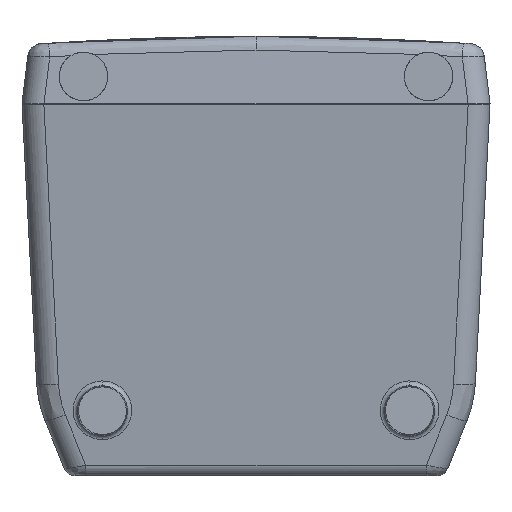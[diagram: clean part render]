
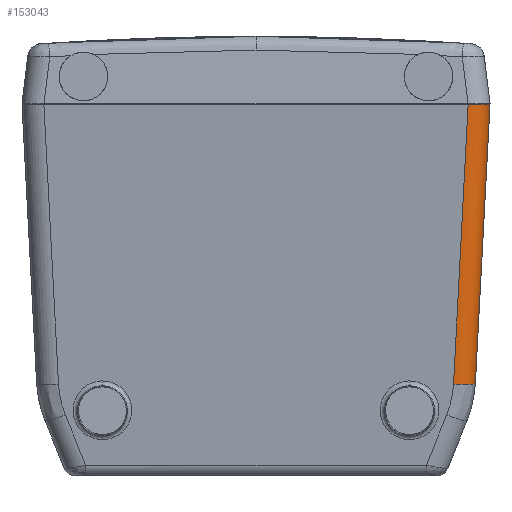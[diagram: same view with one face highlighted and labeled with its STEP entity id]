
A CAD part, front view. The second image highlights one B-rep face of the part: STEP entity #153043.
In plain terms, the highlighted cylindrical face has radius 15 mm (diameter 30 mm), a partial arc.
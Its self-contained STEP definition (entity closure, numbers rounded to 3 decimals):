
#12588 = CARTESIAN_POINT ( 'NONE',  ( 144.086, -968.031, -18.895 ) ) ;
#15092 = CARTESIAN_POINT ( 'NONE',  ( 160.07, -970.857, -0.5 ) ) ;
#17064 = CARTESIAN_POINT ( 'NONE',  ( 150.519, -984.041, -0.5 ) ) ;
#18434 = CARTESIAN_POINT ( 'NONE',  ( 147.001, -985.047, -0.5 ) ) ;
#22735 = AXIS2_PLACEMENT_3D ( 'NONE', #12588, #48817, #46839 ) ;
#27006 = CARTESIAN_POINT ( 'NONE',  ( 135.1, -964.928, -191.914 ) ) ;
#30070 = ORIENTED_EDGE ( 'NONE', *, *, #347738, .F. ) ;
#42335 = VERTEX_POINT ( 'NONE', #151154 ) ;
#43443 = CIRCLE ( 'NONE', #172472, 15. ) ;
#46839 = DIRECTION ( 'NONE',  ( 0., -0.995, -0.105 ) ) ;
#47338 = CARTESIAN_POINT ( 'NONE',  ( 158.378, -977.003, -0.5 ) ) ;
#48817 = DIRECTION ( 'NONE',  ( 0.052, -0.104, 0.993 ) ) ;
#51290 = CARTESIAN_POINT ( 'NONE',  ( 158.2, -977.334, -0.5 ) ) ;
#52903 = DIRECTION ( 'NONE',  ( 0., -0.995, -0.105 ) ) ;
#74201 = EDGE_CURVE ( 'NONE', #340200, #42335, #135925, .T. ) ;
#79585 = CARTESIAN_POINT ( 'NONE',  ( 157.474, -978.509, -0.5 ) ) ;
#81721 = VERTEX_POINT ( 'NONE', #203317 ) ;
#87062 = DIRECTION ( 'NONE',  ( -0.052, 0.104, -0.993 ) ) ;
#89030 = CARTESIAN_POINT ( 'NONE',  ( 144.086, -982.949, -20.463 ) ) ;
#107239 = CARTESIAN_POINT ( 'NONE',  ( 145.132, -985.047, -0.5 ) ) ;
#107856 = CARTESIAN_POINT ( 'NONE',  ( 159.407, -974.477, -0.5 ) ) ;
#113816 = CARTESIAN_POINT ( 'NONE',  ( 159.567, -973.922, -0.5 ) ) ;
#114336 = B_SPLINE_CURVE_WITH_KNOTS ( 'NONE', 3,
 ( #358023, #15092, #390307, #386319, #200687, #323787, #113816, #263198, #384344, #392314, #107856, #176374, #170389, #265172, #291500, #47338, #51290, #142069, #360036, #138124, #230964, #79585, #174358, #232930, #202688, #293486, #356052, #17064 ),
 .UNSPECIFIED., .F., .F.,
 ( 4, 2, 2, 1, 1, 1, 1, 2, 2, 2, 2, 1, 1, 2, 2, 2, 4 ),
 ( 0., 0.125, 0.188, 0.219, 0.234, 0.242, 0.246, 0.248, 0.25, 0.375, 0.437, 0.469, 0.484, 0.492, 0.5, 0.75, 1. ),
 .UNSPECIFIED. ) ;
#117233 = B_SPLINE_CURVE_WITH_KNOTS ( 'NONE', 3,
 ( #320186, #263600, #261623, #259647 ),
 .UNSPECIFIED., .F., .F.,
 ( 4, 4 ),
 ( 0., 1. ),
 .UNSPECIFIED. ) ;
#135925 = B_SPLINE_CURVE_WITH_KNOTS ( 'NONE', 3,
 ( #385707, #294846, #18434, #107239 ),
 .UNSPECIFIED., .F., .F.,
 ( 4, 4 ),
 ( 0., 1. ),
 .UNSPECIFIED. ) ;
#138124 = CARTESIAN_POINT ( 'NONE',  ( 157.601, -978.32, -0.5 ) ) ;
#142069 = CARTESIAN_POINT ( 'NONE',  ( 157.92, -977.814, -0.5 ) ) ;
#144387 = EDGE_CURVE ( 'NONE', #81721, #340200, #114336, .T. ) ;
#151154 = CARTESIAN_POINT ( 'NONE',  ( 145.132, -985.047, -0.5 ) ) ;
#153043 = ADVANCED_FACE ( 'NONE', ( #368434 ), #338137, .T. ) ;
#157378 = VERTEX_POINT ( 'NONE', #358788 ) ;
#170389 = CARTESIAN_POINT ( 'NONE',  ( 159.397, -974.507, -0.5 ) ) ;
#172472 = AXIS2_PLACEMENT_3D ( 'NONE', #230582, #232544, #52903 ) ;
#174358 = CARTESIAN_POINT ( 'NONE',  ( 157.449, -978.545, -0.5 ) ) ;
#176374 = CARTESIAN_POINT ( 'NONE',  ( 159.4, -974.498, -0.5 ) ) ;
#177296 = ORIENTED_EDGE ( 'NONE', *, *, #219222, .T. ) ;
#186625 = ORIENTED_EDGE ( 'NONE', *, *, #144387, .T. ) ;
#200687 = CARTESIAN_POINT ( 'NONE',  ( 159.758, -973.126, -0.5 ) ) ;
#202688 = CARTESIAN_POINT ( 'NONE',  ( 155.514, -980.945, -0.501 ) ) ;
#203317 = CARTESIAN_POINT ( 'NONE',  ( 160.07, -970.047, -0.5 ) ) ;
#219222 = EDGE_CURVE ( 'NONE', #42335, #367871, #242404, .T. ) ;
#230582 = CARTESIAN_POINT ( 'NONE',  ( 135.1, -950.011, -190.346 ) ) ;
#230964 = CARTESIAN_POINT ( 'NONE',  ( 157.525, -978.434, -0.5 ) ) ;
#231854 = EDGE_LOOP ( 'NONE', ( #240104, #30070, #186625, #313019, #177296 ) ) ;
#232544 = DIRECTION ( 'NONE',  ( 0.052, -0.104, 0.993 ) ) ;
#232930 = CARTESIAN_POINT ( 'NONE',  ( 156.559, -979.838, -0.5 ) ) ;
#240104 = ORIENTED_EDGE ( 'NONE', *, *, #338452, .T. ) ;
#242404 = LINE ( 'NONE', #89030, #316865 ) ;
#259647 = CARTESIAN_POINT ( 'NONE',  ( 150.08, -950.011, -191.131 ) ) ;
#261623 = CARTESIAN_POINT ( 'NONE',  ( 153.41, -956.689, -127.587 ) ) ;
#263198 = CARTESIAN_POINT ( 'NONE',  ( 159.483, -974.223, -0.5 ) ) ;
#263600 = CARTESIAN_POINT ( 'NONE',  ( 156.74, -963.368, -64.044 ) ) ;
#265172 = CARTESIAN_POINT ( 'NONE',  ( 159.162, -975.268, -0.5 ) ) ;
#291500 = CARTESIAN_POINT ( 'NONE',  ( 158.875, -975.985, -0.5 ) ) ;
#293486 = CARTESIAN_POINT ( 'NONE',  ( 153.173, -982.783, -0.501 ) ) ;
#294846 = CARTESIAN_POINT ( 'NONE',  ( 148.835, -984.693, -0.5 ) ) ;
#313019 = ORIENTED_EDGE ( 'NONE', *, *, #74201, .T. ) ;
#316865 = VECTOR ( 'NONE', #87062, 1000. ) ;
#320186 = CARTESIAN_POINT ( 'NONE',  ( 160.07, -970.047, -0.5 ) ) ;
#323787 = CARTESIAN_POINT ( 'NONE',  ( 159.634, -973.659, -0.5 ) ) ;
#338137 = CYLINDRICAL_SURFACE ( 'NONE', #22735, 15. ) ;
#338452 = EDGE_CURVE ( 'NONE', #367871, #157378, #43443, .T. ) ;
#340200 = VERTEX_POINT ( 'NONE', #354831 ) ;
#347738 = EDGE_CURVE ( 'NONE', #81721, #157378, #117233, .T. ) ;
#354831 = CARTESIAN_POINT ( 'NONE',  ( 150.519, -984.041, -0.5 ) ) ;
#356052 = CARTESIAN_POINT ( 'NONE',  ( 151.877, -983.516, -0.5 ) ) ;
#358023 = CARTESIAN_POINT ( 'NONE',  ( 160.07, -970.047, -0.5 ) ) ;
#358788 = CARTESIAN_POINT ( 'NONE',  ( 150.08, -950.011, -191.131 ) ) ;
#360036 = CARTESIAN_POINT ( 'NONE',  ( 157.775, -978.05, -0.5 ) ) ;
#367871 = VERTEX_POINT ( 'NONE', #27006 ) ;
#368434 = FACE_OUTER_BOUND ( 'NONE', #231854, .T. ) ;
#384344 = CARTESIAN_POINT ( 'NONE',  ( 159.439, -974.371, -0.5 ) ) ;
#385707 = CARTESIAN_POINT ( 'NONE',  ( 150.519, -984.041, -0.5 ) ) ;
#386319 = CARTESIAN_POINT ( 'NONE',  ( 159.83, -972.761, -0.5 ) ) ;
#390307 = CARTESIAN_POINT ( 'NONE',  ( 160.005, -971.64, -0.5 ) ) ;
#392314 = CARTESIAN_POINT ( 'NONE',  ( 159.416, -974.445, -0.5 ) ) ;
